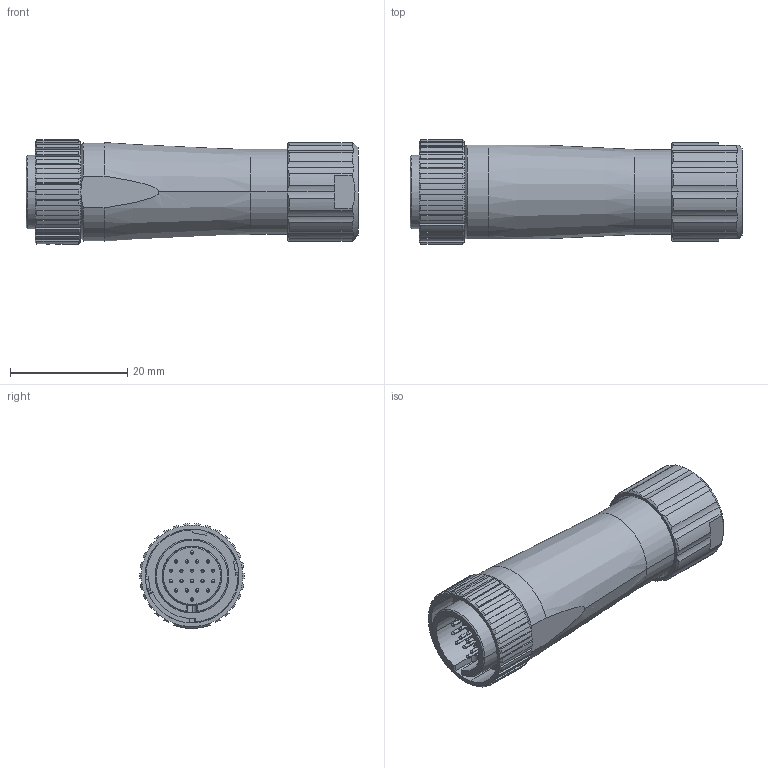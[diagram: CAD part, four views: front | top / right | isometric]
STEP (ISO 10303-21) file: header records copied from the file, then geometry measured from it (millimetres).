
FILE_DESCRIPTION(('CoCreate Modeling STEP Export'),'2;1');
FILE_NAME('LF13WBP-20P.stp','2010-01-27T18:03:08',(''),(''),'CoCreate Modeling STEP processor for AP214 (Solid Model)','CoCreate Modeling 16.00B 02-Dec-2008 (C) Parametric Technology GmbH','');
FILE_SCHEMA(('AUTOMOTIVE_DESIGN { 1 0 10303 214 1 1 1 1 }'));
Length unit declared in the file: millimetre
Products named in the file (1): LF13WBP-20P
Bounding box: 56.6 x 17.9 x 17.89 mm (x, y, z)
Volume: 10330.3 mm3; surface area: 5231.4 mm2
Topology: 1 solids, 1 shells, 438 faces, 1090 edges, 640 vertices
Faces by surface type: cylinder 177, plane 124, cone 89, sphere 40, torus 6, bspline 2
Entity records: 15029 total; most frequent: CARTESIAN_POINT 6047, ORIENTED_EDGE 2100, DIRECTION 1514, EDGE_CURVE 1050, VERTEX_POINT 640, AXIS2_PLACEMENT_3D 567, EDGE_LOOP 472, FACE_OUTER_BOUND 438
